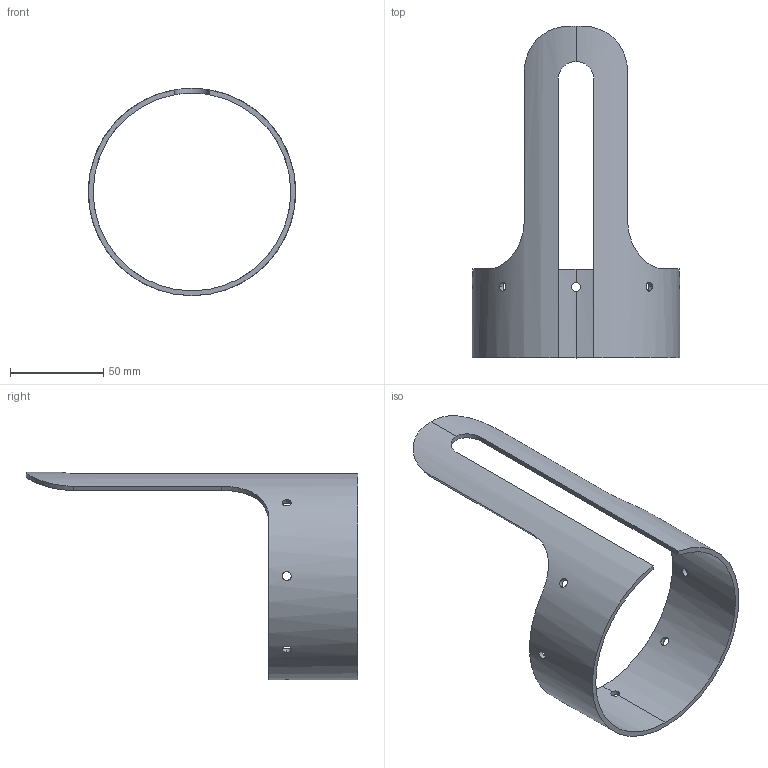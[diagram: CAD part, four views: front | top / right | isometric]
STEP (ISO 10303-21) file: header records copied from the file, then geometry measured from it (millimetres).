
FILE_DESCRIPTION (( 'STEP AP214' ), '1' );
FILE_NAME ('TMPLT-AF-LWR-416 Template, for Holes and Slot, Airframe Tube, Lower, Mojave Sphinx.STEP', '2024-08-17T20:33:27', ( '' ), ( '' ), 'SwSTEP 2.0', 'SolidWorks 2022', '' );
FILE_SCHEMA (( 'AUTOMOTIVE_DESIGN' ));
Length unit declared in the file: inch
Products named in the file (1): TMPLT-AF-LWR-416 Template, for Holes and Slot, Airframe Tube, Lower, Mojave Sphinx
Bounding box: 111.12 x 177.8 x 111.12 mm (x, y, z)
Volume: 52886.7 mm3; surface area: 44425.4 mm2
Topology: 1 solids, 1 shells, 30 faces, 96 edges, 64 vertices
Faces by surface type: cylinder 23, plane 7
Entity records: 2212 total; most frequent: CARTESIAN_POINT 1367, ORIENTED_EDGE 192, DIRECTION 126, EDGE_CURVE 96, VERTEX_POINT 64, B_SPLINE_CURVE_WITH_KNOTS 44, AXIS2_PLACEMENT_3D 43, EDGE_LOOP 42
